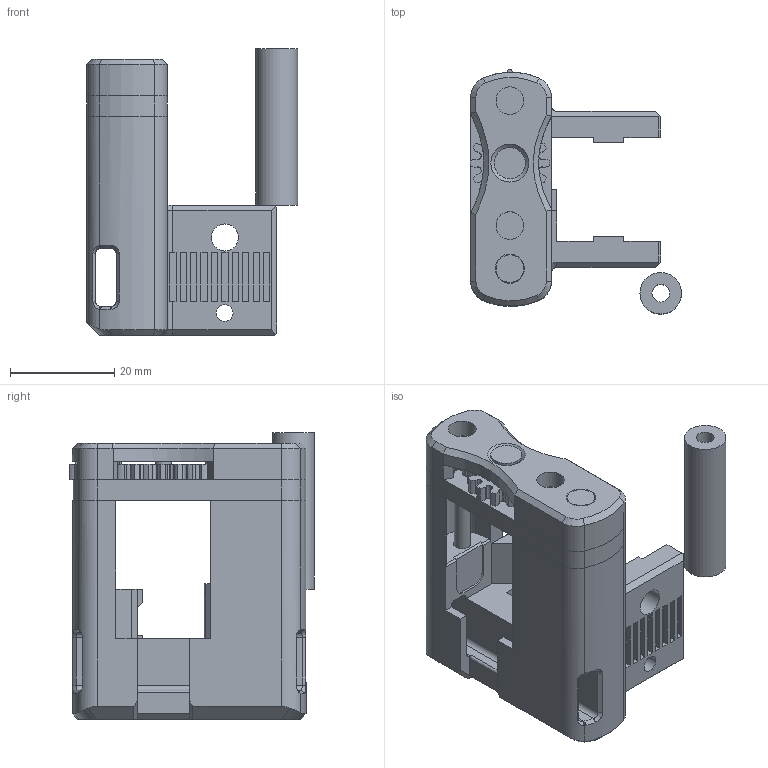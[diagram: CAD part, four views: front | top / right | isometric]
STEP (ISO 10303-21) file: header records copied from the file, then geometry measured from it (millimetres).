
FILE_DESCRIPTION(/* description */ (''),/* implementation_level */ '2;1');
FILE_NAME(/* name */ 'RamaIdlerClockworkCover.step',/* time_stamp */ '2023-05-17T00:05:03+01:00',/* author */ (''),/* organization */ (''),/* preprocessor_version */ 'ST-DEVELOPER v19.2',/* originating_system */ 'Autodesk Translation Framework v12.4.0.73',/* authorisation */ '');
FILE_SCHEMA (('AUTOMOTIVE_DESIGN { 1 0 10303 214 3 1 1 }'));
Length unit declared in the file: millimetre
Products named in the file (14): RamaGeared; Outer_Cover_x1; Rama_Housing; Housing_Cover_x1; Press_Fit_Jig_x1; 14T_Connecting_Spur_Gear_x1; 10T_Spur_Gear_x2; M3x25SHCS_Top; M3Washer_Top; M3x25SHCS_Bottom; M3Washer_Bottom; 10T_Spur_Gear_x2_Bottom; M3x10FHCS; M3x16SHCS
Assembly tree (13 placements, depth 2):
  RamaGeared
    Outer_Cover_x1
    Rama_Housing
    Housing_Cover_x1
    Press_Fit_Jig_x1
    14T_Connecting_Spur_Gear_x1
    10T_Spur_Gear_x2
    M3x25SHCS_Top
    M3Washer_Top
    M3x25SHCS_Bottom
    M3Washer_Bottom
    10T_Spur_Gear_x2_Bottom
    M3x10FHCS
    M3x16SHCS
Bounding box: 40.58 x 46.95 x 55 mm (x, y, z)
Volume: 28375.8 mm3; surface area: 17940.4 mm2
Topology: 13 solids, 14 shells, 705 faces, 1880 edges, 1231 vertices
Faces by surface type: plane 358, cylinder 222, bspline 98, cone 23, torus 4
Full cylindrical faces by diameter (mm): 2 x4, 2.4 x4, 2.8 x2, 3 x4, 3.2 x3, 3.3 x4, 3.4 x4, 4 x2, 5.2 x2, 5.3 x7, 5.6 x1, 6 x1, 7 x3, 7.1 x1, 8 x1
Entity records: 24923 total; most frequent: CARTESIAN_POINT 7098, ORIENTED_EDGE 3760, DIRECTION 3434, EDGE_CURVE 1880, VERTEX_POINT 1231, LINE 1160, VECTOR 1160, AXIS2_PLACEMENT_3D 1137
